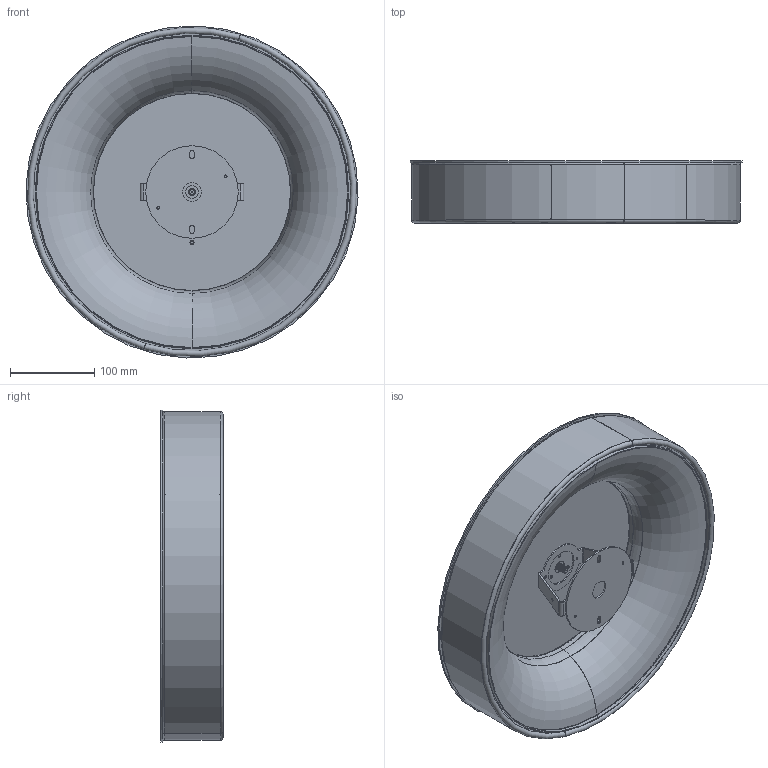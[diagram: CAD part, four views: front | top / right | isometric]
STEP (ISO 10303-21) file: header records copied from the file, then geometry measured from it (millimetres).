
FILE_DESCRIPTION (( 'STEP AP203' ), '1' );
FILE_NAME ('HELIOS A-02 214020xxyyy.STEP', '2021-07-20T08:26:33', ( '' ), ( '' ), 'SwSTEP 2.0', 'SolidWorks 2019', '' );
FILE_SCHEMA (( 'CONFIG_CONTROL_DESIGN' ));
Length unit declared in the file: millimetre
Products named in the file (6): HELIOS A-02 214020xxyyy; 000-214-006; 000-214-012; 000-SUB214-01; 000-214-002; 000-214-019
Assembly tree (5 placements, depth 3):
  HELIOS A-02 214020xxyyy
    000-214-002
    000-214-019
    000-214-012
    000-SUB214-01
      000-214-006
Bounding box: 394.78 x 74 x 394.78 mm (x, y, z)
Volume: 414331.2 mm3; surface area: 964369.7 mm2
Topology: 7 solids, 18 shells, 360 faces, 796 edges, 464 vertices
Faces by surface type: cylinder 105, torus 100, plane 99, cone 54, sphere 2
Entity records: 11285 total; most frequent: CARTESIAN_POINT 2546, DIRECTION 1865, ORIENTED_EDGE 1584, EDGE_CURVE 792, AXIS2_PLACEMENT_3D 771, VERTEX_POINT 462, CIRCLE 401, EDGE_LOOP 396
